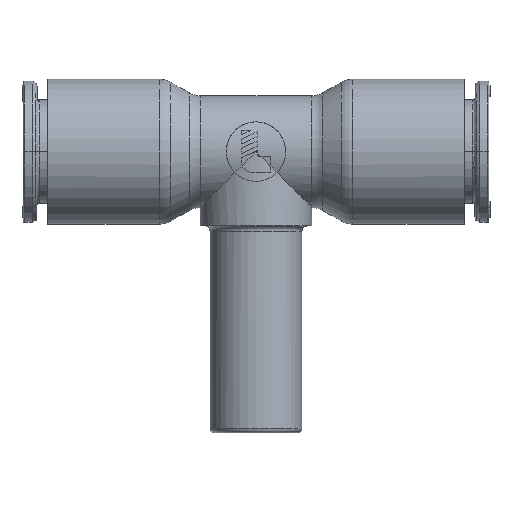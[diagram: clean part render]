
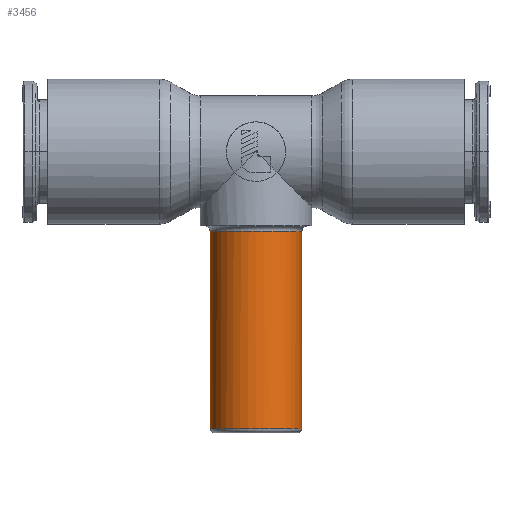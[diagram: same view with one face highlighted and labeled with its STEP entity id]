
A CAD part, top view. The second image highlights one B-rep face of the part: STEP entity #3456.
In plain terms, the highlighted cylindrical face has radius 6 mm (diameter 12 mm), a partial arc.
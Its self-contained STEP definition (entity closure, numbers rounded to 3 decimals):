
#3456=ADVANCED_FACE('',(#7086),#7087,.T.);
#7086=FACE_OUTER_BOUND('',#16908,.T.);
#7087=CYLINDRICAL_SURFACE('',#16909,6.0);
#16908=EDGE_LOOP('',(#27528,#27529,#27530,#27531,#27532,#27533));
#16909=AXIS2_PLACEMENT_3D('',#27534,#27535,#27536);
#27528=ORIENTED_EDGE('',*,*,#30793,.F.);
#27529=ORIENTED_EDGE('',*,*,#30134,.T.);
#27530=ORIENTED_EDGE('',*,*,#33406,.T.);
#27531=ORIENTED_EDGE('',*,*,#30795,.F.);
#27532=ORIENTED_EDGE('',*,*,#33426,.T.);
#27533=ORIENTED_EDGE('',*,*,#30201,.T.);
#27534=CARTESIAN_POINT('',(27.3,38.64,-9.498));
#27535=DIRECTION('',(-0.0,1.0,0.0));
#27536=DIRECTION('',(1.0,0.0,0.0));
#30134=EDGE_CURVE('',#35185,#35183,#35186,.T.);
#30201=EDGE_CURVE('',#35290,#35297,#35299,.T.);
#30793=EDGE_CURVE('',#35185,#35297,#36254,.T.);
#30795=EDGE_CURVE('',#36255,#36257,#36258,.T.);
#33406=EDGE_CURVE('',#35183,#36257,#39793,.T.);
#33426=EDGE_CURVE('',#36255,#35290,#39813,.T.);
#35183=VERTEX_POINT('',#43320);
#35185=VERTEX_POINT('',#43322);
#35186=CIRCLE('',#43323,6.0);
#35290=VERTEX_POINT('',#43620);
#35297=VERTEX_POINT('',#43627);
#35299=CIRCLE('',#43629,6.0);
#36254=LINE('',#45591,#45592);
#36255=VERTEX_POINT('',#45593);
#36257=VERTEX_POINT('',#45595);
#36258=LINE('',#45596,#45597);
#39793=CIRCLE('',#52967,6.0);
#39813=CIRCLE('',#53014,6.0);
#43320=CARTESIAN_POINT('',(21.301,26.35,-9.384));
#43322=CARTESIAN_POINT('',(33.3,26.35,-9.498));
#43323=AXIS2_PLACEMENT_3D('',#54782,#54783,#54784);
#43620=CARTESIAN_POINT('',(33.299,0.5,-9.388));
#43627=CARTESIAN_POINT('',(33.3,0.5,-9.498));
#43629=AXIS2_PLACEMENT_3D('',#54878,#54879,#54880);
#45591=CARTESIAN_POINT('',(33.3,13.425,-9.498));
#45592=VECTOR('',#55698,1.0);
#45593=CARTESIAN_POINT('',(21.3,0.5,-9.498));
#45595=CARTESIAN_POINT('',(21.3,26.35,-9.498));
#45596=CARTESIAN_POINT('',(21.3,13.425,-9.498));
#45597=VECTOR('',#55702,1.0);
#52967=AXIS2_PLACEMENT_3D('',#58820,#58821,#58822);
#53014=AXIS2_PLACEMENT_3D('',#58837,#58838,#58839);
#54782=CARTESIAN_POINT('',(27.3,26.35,-9.498));
#54783=DIRECTION('',(0.0,-1.0,0.0));
#54784=DIRECTION('',(1.0,0.0,0.0));
#54878=CARTESIAN_POINT('',(27.3,0.5,-9.498));
#54879=DIRECTION('',(-0.0,1.0,0.0));
#54880=DIRECTION('',(1.0,0.0,0.0));
#55698=DIRECTION('',(-0.0,-1.0,-0.0));
#55702=DIRECTION('',(0.0,1.0,0.0));
#58820=CARTESIAN_POINT('',(27.3,26.35,-9.498));
#58821=DIRECTION('',(0.0,-1.0,0.0));
#58822=DIRECTION('',(1.0,0.0,0.0));
#58837=CARTESIAN_POINT('',(27.3,0.5,-9.498));
#58838=DIRECTION('',(-0.0,1.0,0.0));
#58839=DIRECTION('',(1.0,0.0,0.0));
